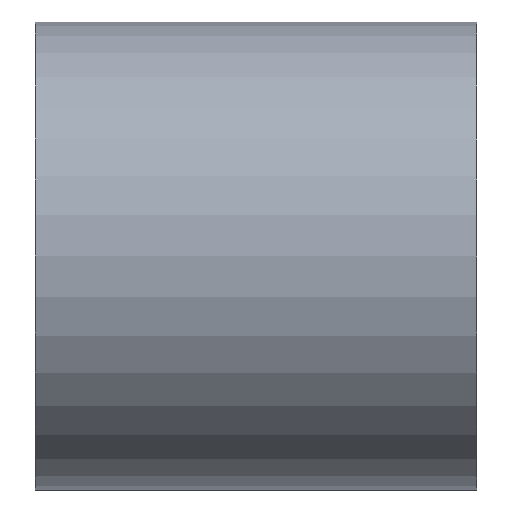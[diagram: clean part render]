
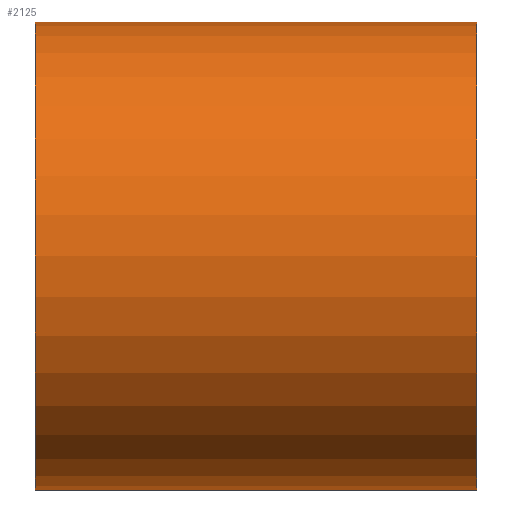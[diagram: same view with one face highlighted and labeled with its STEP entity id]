
A CAD part, left-side view. The second image highlights one B-rep face of the part: STEP entity #2125.
In plain terms, the highlighted cylindrical face has radius 9 mm (diameter 18 mm), a partial arc.
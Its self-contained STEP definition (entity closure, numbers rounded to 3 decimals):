
#1095 = DIRECTION ( 'NONE',  ( 0., 0., 1. ) ) ;
#1096 = DIRECTION ( 'NONE',  ( 0., 1., 0. ) ) ;
#1097 = AXIS2_PLACEMENT_3D ( 'NONE', #1114, #1096, #1095 ) ;
#1114 = CARTESIAN_POINT ( 'NONE',  ( 0., 13.586, 0. ) ) ;
#1115 = CYLINDRICAL_SURFACE ( 'NONE', #1097, 9. ) ;
#1116 = FACE_OUTER_BOUND ( 'NONE', #2119, .T. ) ;
#1122 = DIRECTION ( 'NONE',  ( 0., 1., 0. ) ) ;
#1123 = VECTOR ( 'NONE', #1122, 1000. ) ;
#1124 = CARTESIAN_POINT ( 'NONE',  ( 0., 13.586, 9. ) ) ;
#1125 = LINE ( 'NONE', #1124, #1123 ) ;
#1237 = DIRECTION ( 'NONE',  ( 0., 1., 0. ) ) ;
#1238 = VECTOR ( 'NONE', #1237, 1000. ) ;
#1239 = CARTESIAN_POINT ( 'NONE',  ( 0., 13.586, -9. ) ) ;
#1240 = LINE ( 'NONE', #1239, #1238 ) ;
#1283 = CARTESIAN_POINT ( 'NONE',  ( 0., 8.5, 9. ) ) ;
#1336 = CARTESIAN_POINT ( 'NONE',  ( 0., -8.5, -9. ) ) ;
#1350 = CARTESIAN_POINT ( 'NONE',  ( 0., -8.5, 9. ) ) ;
#1359 = CARTESIAN_POINT ( 'NONE',  ( 0., 8.5, -9. ) ) ;
#1384 = DIRECTION ( 'NONE',  ( 0., 0., -1. ) ) ;
#1385 = DIRECTION ( 'NONE',  ( 0., -1., 0. ) ) ;
#1386 = AXIS2_PLACEMENT_3D ( 'NONE', #1387, #1385, #1384 ) ;
#1387 = CARTESIAN_POINT ( 'NONE',  ( 0., -8.5, 0. ) ) ;
#1388 = CIRCLE ( 'NONE', #1386, 9. ) ;
#1975 = EDGE_CURVE ( 'NONE', #2217, #2208, #2486, .T. ) ;
#2119 = EDGE_LOOP ( 'NONE', ( #2126, #2131, #2139, #2140 ) ) ;
#2125 = ADVANCED_FACE ( 'NONE', ( #1116 ), #1115, .T. ) ;
#2126 = ORIENTED_EDGE ( 'NONE', *, *, #2205, .F. ) ;
#2131 = ORIENTED_EDGE ( 'NONE', *, *, #2223, .F. ) ;
#2136 = EDGE_CURVE ( 'NONE', #2216, #2208, #1125, .T. ) ;
#2139 = ORIENTED_EDGE ( 'NONE', *, *, #2136, .T. ) ;
#2140 = ORIENTED_EDGE ( 'NONE', *, *, #1975, .F. ) ;
#2205 = EDGE_CURVE ( 'NONE', #2215, #2217, #1240, .T. ) ;
#2208 = VERTEX_POINT ( 'NONE', #1283 ) ;
#2215 = VERTEX_POINT ( 'NONE', #1336 ) ;
#2216 = VERTEX_POINT ( 'NONE', #1350 ) ;
#2217 = VERTEX_POINT ( 'NONE', #1359 ) ;
#2223 = EDGE_CURVE ( 'NONE', #2216, #2215, #1388, .T. ) ;
#2483 = DIRECTION ( 'NONE',  ( 0., 0., 1. ) ) ;
#2484 = DIRECTION ( 'NONE',  ( 0., 1., 0. ) ) ;
#2485 = AXIS2_PLACEMENT_3D ( 'NONE', #2490, #2484, #2483 ) ;
#2486 = CIRCLE ( 'NONE', #2485, 9. ) ;
#2490 = CARTESIAN_POINT ( 'NONE',  ( 0., 8.5, 0. ) ) ;
